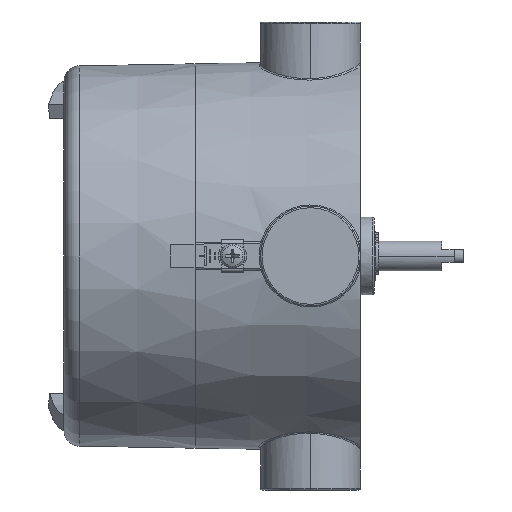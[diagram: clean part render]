
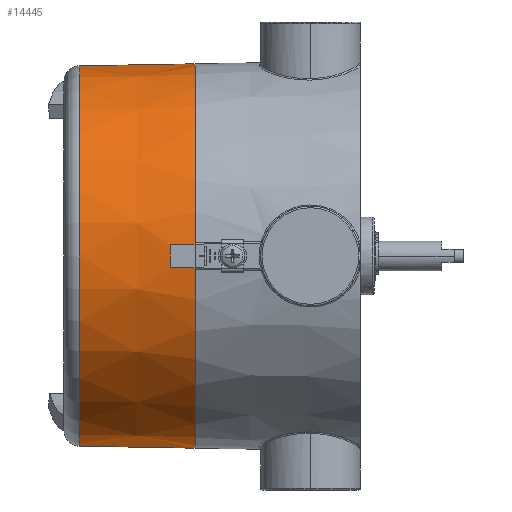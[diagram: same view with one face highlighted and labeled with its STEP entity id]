
A CAD part, left-side view. The second image highlights one B-rep face of the part: STEP entity #14445.
In plain terms, the highlighted conical face has half-angle 1 degrees and reference radius 61.59 mm.
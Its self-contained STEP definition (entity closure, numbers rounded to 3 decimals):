
#902 = CIRCLE ( 'NONE', #14000, 60.943 ) ;
#1069 = CARTESIAN_POINT ( 'NONE',  ( -61.473, 53., -3.8 ) ) ;
#1383 = VERTEX_POINT ( 'NONE', #15139 ) ;
#1487 = EDGE_CURVE ( 'NONE', #22603, #5674, #19641, .T. ) ;
#1506 = CARTESIAN_POINT ( 'NONE',  ( -61.473, 53., -3.8 ) ) ;
#2454 = VERTEX_POINT ( 'NONE', #5574 ) ;
#2713 = CARTESIAN_POINT ( 'NONE',  ( -61.429, 55.667, 3.753 ) ) ;
#2770 = ORIENTED_EDGE ( 'NONE', *, *, #21467, .T. ) ;
#2796 = VECTOR ( 'NONE', #8589, 1000. ) ;
#3286 = CARTESIAN_POINT ( 'NONE',  ( 0., 53., -61.59 ) ) ;
#4011 = FACE_OUTER_BOUND ( 'NONE', #20248, .T. ) ;
#4198 = DIRECTION ( 'NONE',  ( 0., -1., 0. ) ) ;
#4404 = CIRCLE ( 'NONE', #16097, 61.59 ) ;
#4451 = CARTESIAN_POINT ( 'NONE',  ( 0., 53., 0. ) ) ;
#5014 = CARTESIAN_POINT ( 'NONE',  ( -61.429, 55.667, -3.753 ) ) ;
#5574 = CARTESIAN_POINT ( 'NONE',  ( 0., 53., 61.59 ) ) ;
#5674 = VERTEX_POINT ( 'NONE', #3286 ) ;
#6231 = CARTESIAN_POINT ( 'NONE',  ( 0., 53., -61.59 ) ) ;
#6279 = DIRECTION ( 'NONE',  ( 0., 0., 1. ) ) ;
#6889 = B_SPLINE_CURVE_WITH_KNOTS ( 'NONE', 3,
 ( #20833, #9952, #2713, #15442 ),
 .UNSPECIFIED., .F., .F.,
 ( 4, 4 ),
 ( 0., 0.008 ),
 .UNSPECIFIED. ) ;
#6953 = CARTESIAN_POINT ( 'NONE',  ( 0., 90.087, -60.943 ) ) ;
#8260 = AXIS2_PLACEMENT_3D ( 'NONE', #4451, #9781, #6279 ) ;
#8393 = CARTESIAN_POINT ( 'NONE',  ( 0., 90.087, 0. ) ) ;
#8589 = DIRECTION ( 'NONE',  ( 0., -1., 0.017 ) ) ;
#8724 = CARTESIAN_POINT ( 'NONE',  ( -61.385, 58.333, -3.707 ) ) ;
#8782 = DIRECTION ( 'NONE',  ( 0., -1., 0. ) ) ;
#9133 = AXIS2_PLACEMENT_3D ( 'NONE', #19700, #8782, #21507 ) ;
#9631 = DIRECTION ( 'NONE',  ( 0., -1., 0. ) ) ;
#9781 = DIRECTION ( 'NONE',  ( 0., -1., 0. ) ) ;
#9952 = CARTESIAN_POINT ( 'NONE',  ( -61.385, 58.333, 3.707 ) ) ;
#10238 = DIRECTION ( 'NONE',  ( 0., 0., -1. ) ) ;
#11030 = ORIENTED_EDGE ( 'NONE', *, *, #16270, .F. ) ;
#11644 = CARTESIAN_POINT ( 'NONE',  ( -61.341, 61., -3.66 ) ) ;
#11686 = EDGE_CURVE ( 'NONE', #15100, #22337, #17428, .T. ) ;
#12017 = EDGE_CURVE ( 'NONE', #2454, #22423, #13701, .T. ) ;
#12473 = LINE ( 'NONE', #23063, #2796 ) ;
#12531 = ORIENTED_EDGE ( 'NONE', *, *, #18735, .T. ) ;
#12961 = ORIENTED_EDGE ( 'NONE', *, *, #22001, .T. ) ;
#13362 = ORIENTED_EDGE ( 'NONE', *, *, #12017, .F. ) ;
#13541 = DIRECTION ( 'NONE',  ( 0., -1., -0.017 ) ) ;
#13701 = CIRCLE ( 'NONE', #9133, 61.59 ) ;
#14000 = AXIS2_PLACEMENT_3D ( 'NONE', #8393, #21117, #10238 ) ;
#14237 = CARTESIAN_POINT ( 'NONE',  ( -61.341, 61., -3.66 ) ) ;
#14445 = ADVANCED_FACE ( 'NONE', ( #4011 ), #21623, .T. ) ;
#14501 = ORIENTED_EDGE ( 'NONE', *, *, #11686, .F. ) ;
#14788 = VECTOR ( 'NONE', #13541, 1000. ) ;
#15096 = CARTESIAN_POINT ( 'NONE',  ( 0., 61., 0. ) ) ;
#15100 = VERTEX_POINT ( 'NONE', #15390 ) ;
#15139 = CARTESIAN_POINT ( 'NONE',  ( 0., 90.087, 60.943 ) ) ;
#15390 = CARTESIAN_POINT ( 'NONE',  ( -61.341, 61., 3.66 ) ) ;
#15442 = CARTESIAN_POINT ( 'NONE',  ( -61.473, 53., 3.8 ) ) ;
#16097 = AXIS2_PLACEMENT_3D ( 'NONE', #20529, #9631, #22336 ) ;
#16270 = EDGE_CURVE ( 'NONE', #1383, #2454, #12473, .T. ) ;
#16927 = DIRECTION ( 'NONE',  ( 0., 0., -1. ) ) ;
#17428 = CIRCLE ( 'NONE', #23450, 61.45 ) ;
#17534 = B_SPLINE_CURVE_WITH_KNOTS ( 'NONE', 3,
 ( #1506, #5014, #8724, #14237 ),
 .UNSPECIFIED., .F., .F.,
 ( 4, 4 ),
 ( 0., 0.008 ),
 .UNSPECIFIED. ) ;
#17561 = ORIENTED_EDGE ( 'NONE', *, *, #18622, .F. ) ;
#18622 = EDGE_CURVE ( 'NONE', #22417, #5674, #4404, .T. ) ;
#18735 = EDGE_CURVE ( 'NONE', #15100, #22423, #6889, .T. ) ;
#19641 = LINE ( 'NONE', #6231, #14788 ) ;
#19700 = CARTESIAN_POINT ( 'NONE',  ( 0., 53., 0. ) ) ;
#20042 = ORIENTED_EDGE ( 'NONE', *, *, #1487, .T. ) ;
#20248 = EDGE_LOOP ( 'NONE', ( #12961, #20042, #17561, #2770, #14501, #12531, #13362, #11030 ) ) ;
#20529 = CARTESIAN_POINT ( 'NONE',  ( 0., 53., 0. ) ) ;
#20833 = CARTESIAN_POINT ( 'NONE',  ( -61.341, 61., 3.66 ) ) ;
#21017 = CARTESIAN_POINT ( 'NONE',  ( -61.473, 53., 3.8 ) ) ;
#21117 = DIRECTION ( 'NONE',  ( 0., -1., 0. ) ) ;
#21467 = EDGE_CURVE ( 'NONE', #22417, #22337, #17534, .T. ) ;
#21507 = DIRECTION ( 'NONE',  ( 0., 0., -1. ) ) ;
#21623 = CONICAL_SURFACE ( 'NONE', #8260, 61.59, 0.017 ) ;
#22001 = EDGE_CURVE ( 'NONE', #1383, #22603, #902, .T. ) ;
#22336 = DIRECTION ( 'NONE',  ( 0., 0., -1. ) ) ;
#22337 = VERTEX_POINT ( 'NONE', #11644 ) ;
#22417 = VERTEX_POINT ( 'NONE', #1069 ) ;
#22423 = VERTEX_POINT ( 'NONE', #21017 ) ;
#22603 = VERTEX_POINT ( 'NONE', #6953 ) ;
#23063 = CARTESIAN_POINT ( 'NONE',  ( 0., 53., 61.59 ) ) ;
#23450 = AXIS2_PLACEMENT_3D ( 'NONE', #15096, #4198, #16927 ) ;
